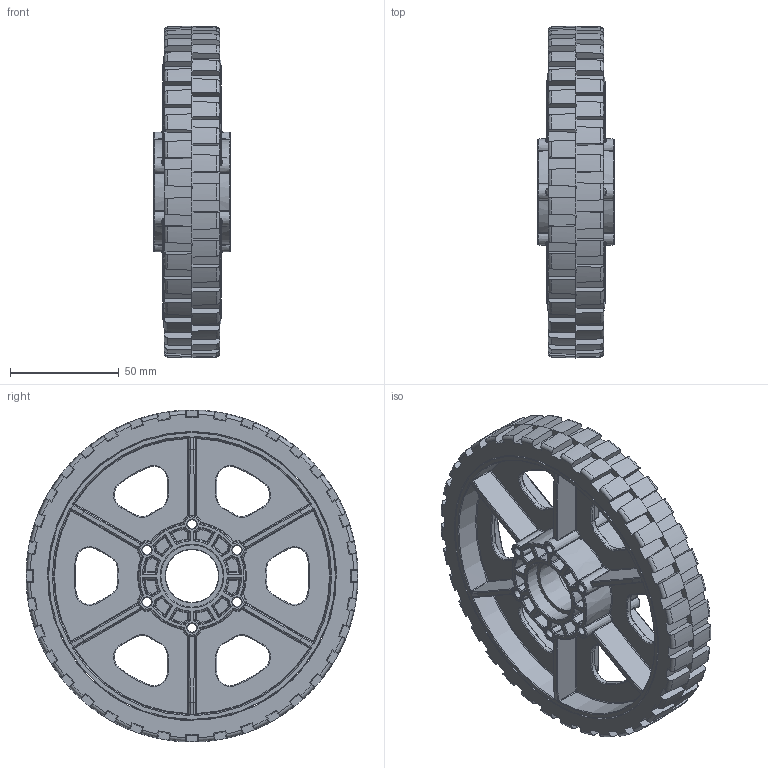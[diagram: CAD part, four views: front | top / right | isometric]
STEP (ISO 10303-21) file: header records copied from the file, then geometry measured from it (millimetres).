
FILE_DESCRIPTION (( 'STEP AP214' ), '1' );
FILE_NAME ('am-0940b 6 HiGrip.STEP', '2018-11-12T17:22:30', ( '' ), ( '' ), 'SwSTEP 2.0', 'SolidWorks 2018', '' );
FILE_SCHEMA (( 'AUTOMOTIVE_DESIGN' ));
Length unit declared in the file: inch
Products named in the file (3): 6 wheel tread II; 6 wheel Rev 4; am-0940b 6 HiGrip
Assembly tree (2 placements, depth 2):
  am-0940b 6 HiGrip
    6 wheel Rev 4
    6 wheel tread II
Bounding box: 34.92 x 152.39 x 152.39 mm (x, y, z)
Volume: 178229.3 mm3; surface area: 111202.8 mm2
Topology: 2 solids, 2 shells, 2978 faces, 6888 edges, 3809 vertices
Faces by surface type: bspline 784, cylinder 603, plane 601, torus 598, sphere 206, cone 186
Full cylindrical faces by diameter (mm): 3.988 x6, 28.575 x2
Entity records: 117673 total; most frequent: CARTESIAN_POINT 41382, ORIENTED_EDGE 13444, DIRECTION 12535, EDGE_CURVE 6722, AXIS2_PLACEMENT_3D 5392, VERTEX_POINT 3803, CIRCLE 3193, EDGE_LOOP 3061
